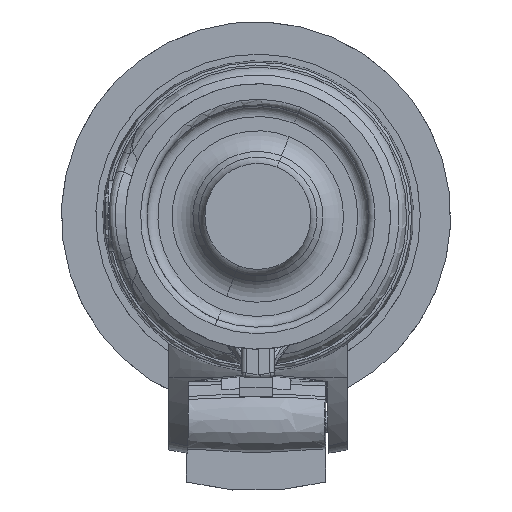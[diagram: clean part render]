
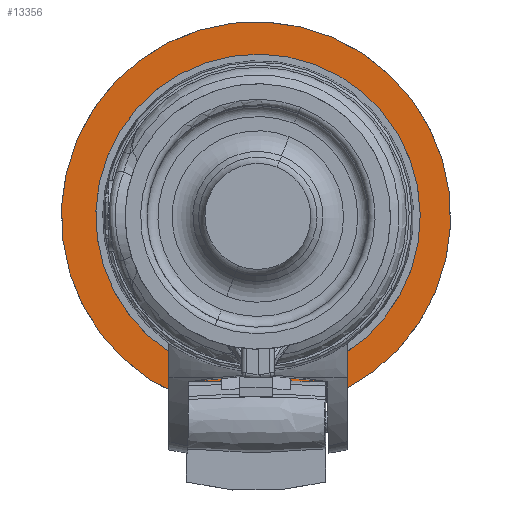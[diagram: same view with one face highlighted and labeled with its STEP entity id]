
A CAD part, top view. The second image highlights one B-rep face of the part: STEP entity #13356.
In plain terms, the highlighted planar face has unit normal (0, 0, 1).
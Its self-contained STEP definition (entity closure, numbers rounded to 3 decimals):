
#2791=DIRECTION('',(0.,-1.,0.));
#2792=VECTOR('',#2791,0.627);
#2793=CARTESIAN_POINT('',(6.22,-29.125,
-35.16));
#2794=LINE('',#2793,#2792);
#2999=CARTESIAN_POINT('',(-0.338,0.233,-35.16));
#3000=DIRECTION('',(0.,0.,1.));
#3001=DIRECTION('',(-0.453,0.892,0.));
#3002=AXIS2_PLACEMENT_3D('',#2999,#3000,#3001);
#4050=CARTESIAN_POINT('',(-0.338,0.233,-35.16));
#4051=DIRECTION('',(0.,0.,1.));
#4052=DIRECTION('',(0.453,-0.892,0.));
#4053=AXIS2_PLACEMENT_3D('',#4050,#4051,#4052);
#5093=CARTESIAN_POINT('',(0.044,0.233,-35.16));
#5094=DIRECTION('',(0.,0.,-1.));
#5095=DIRECTION('',(-0.231,-0.973,0.));
#5096=AXIS2_PLACEMENT_3D('',#5093,#5094,#5095);
#5900=CARTESIAN_POINT('',(-0.338,0.233,-35.16));
#5901=DIRECTION('',(0.,0.,1.));
#5902=DIRECTION('',(-0.214,-0.977,0.));
#5903=AXIS2_PLACEMENT_3D('',#5900,#5901,#5902);
#5917=DIRECTION('',(0.,-1.,0.));
#5918=VECTOR('',#5917,0.798);
#5919=CARTESIAN_POINT('',(-6.895,-28.954,
-35.16));
#5920=LINE('',#5919,#5918);
#8095=CARTESIAN_POINT('',(-16.63,32.335,
-35.16));
#8096=CARTESIAN_POINT('',(15.955,-31.87,
-35.16));
#8097=VERTEX_POINT('',#8095);
#8098=VERTEX_POINT('',#8096);
#8249=CARTESIAN_POINT('',(-6.895,-28.954,
-35.16));
#8250=CARTESIAN_POINT('',(6.22,-29.125,
-35.16));
#8251=VERTEX_POINT('',#8249);
#8252=VERTEX_POINT('',#8250);
#8253=CARTESIAN_POINT('',(6.22,-29.751,
-35.16));
#8254=VERTEX_POINT('',#8253);
#8255=CARTESIAN_POINT('',(-6.895,-29.751,
-35.16));
#8256=VERTEX_POINT('',#8255);
#13336=CARTESIAN_POINT('',(15.955,-31.87,
-35.16));
#13337=DIRECTION('',(0.,0.,-1.));
#13338=DIRECTION('',(-0.892,-0.453,0.));
#13339=AXIS2_PLACEMENT_3D('',#13336,#13337,#13338);
#13340=PLANE('',#13339);
#13342=ORIENTED_EDGE('',*,*,#13341,.F.);
#13344=ORIENTED_EDGE('',*,*,#13343,.F.);
#13345=EDGE_LOOP('',(#13342,#13344));
#13346=FACE_OUTER_BOUND('',#13345,.F.);
#13348=ORIENTED_EDGE('',*,*,#13347,.F.);
#13350=ORIENTED_EDGE('',*,*,#13349,.T.);
#13352=ORIENTED_EDGE('',*,*,#13351,.T.);
#13353=ORIENTED_EDGE('',*,*,#13311,.F.);
#13354=EDGE_LOOP('',(#13348,#13350,#13352,#13353));
#13355=FACE_BOUND('',#13354,.F.);
#13356=ADVANCED_FACE('',(#13346,#13355),#13340,.F.);
#3003=CIRCLE('',#3002,36.);
#4054=CIRCLE('',#4053,36.);
#5097=CIRCLE('',#5096,30.);
#5904=CIRCLE('',#5903,30.693);
#13311=EDGE_CURVE('',#8252,#8254,#2794,.T.);
#13341=EDGE_CURVE('',#8097,#8098,#3003,.T.);
#13343=EDGE_CURVE('',#8098,#8097,#4054,.T.);
#13347=EDGE_CURVE('',#8251,#8252,#5097,.T.);
#13349=EDGE_CURVE('',#8251,#8256,#5920,.T.);
#13351=EDGE_CURVE('',#8256,#8254,#5904,.T.);
